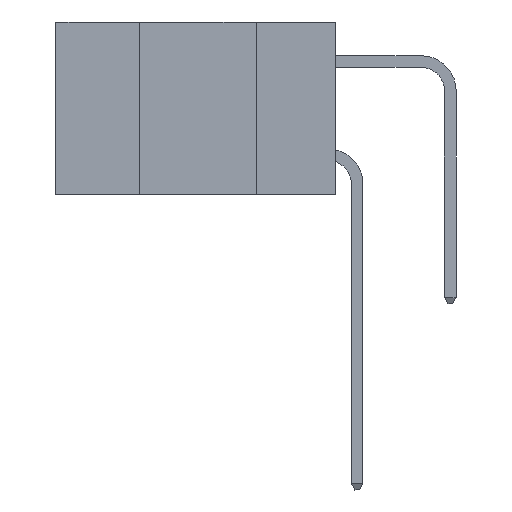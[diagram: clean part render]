
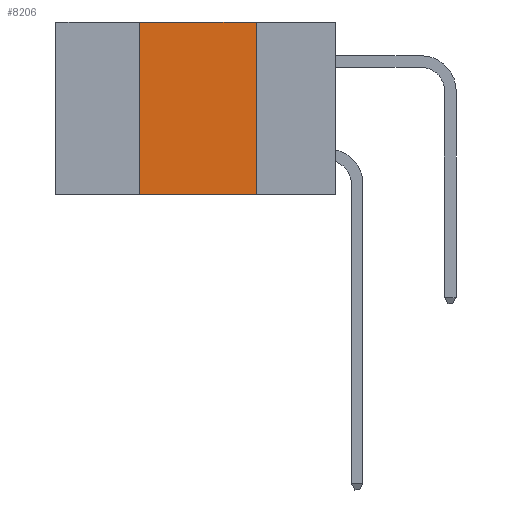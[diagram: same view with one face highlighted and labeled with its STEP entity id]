
A CAD part, left-side view. The second image highlights one B-rep face of the part: STEP entity #8206.
In plain terms, the highlighted planar face has unit normal (-1, 0, 0).
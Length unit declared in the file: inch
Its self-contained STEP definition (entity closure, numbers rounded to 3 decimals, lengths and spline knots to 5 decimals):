
#213 = DIRECTION ( 'NONE',  ( 0., -1., 0. ) ) ;
#749 = CARTESIAN_POINT ( 'NONE',  ( 0., 0.17, 0. ) ) ;
#2059 = CARTESIAN_POINT ( 'NONE',  ( 0., 0.6, 0. ) ) ;
#5304 = VERTEX_POINT ( 'NONE', #16905 ) ;
#6293 = ORIENTED_EDGE ( 'NONE', *, *, #13069, .T. ) ;
#6531 = DIRECTION ( 'NONE',  ( 0., -1., 0. ) ) ;
#6815 = VECTOR ( 'NONE', #24909, 39.37008 ) ;
#7772 = AXIS2_PLACEMENT_3D ( 'NONE', #13055, #8197, #13129 ) ;
#7786 = DIRECTION ( 'NONE',  ( 0., 0., -1. ) ) ;
#8197 = DIRECTION ( 'NONE',  ( 1., 0., 0. ) ) ;
#8206 = ADVANCED_FACE ( 'NONE', ( #14071 ), #21798, .F. ) ;
#9636 = VERTEX_POINT ( 'NONE', #9683 ) ;
#9642 = EDGE_CURVE ( 'NONE', #26209, #9636, #21471, .T. ) ;
#9683 = CARTESIAN_POINT ( 'NONE',  ( 0., 0.17, -0.37 ) ) ;
#9700 = VECTOR ( 'NONE', #6531, 39.37008 ) ;
#10067 = LINE ( 'NONE', #10415, #6815 ) ;
#10415 = CARTESIAN_POINT ( 'NONE',  ( 0., 0.42, 0. ) ) ;
#11937 = LINE ( 'NONE', #18926, #9700 ) ;
#13055 = CARTESIAN_POINT ( 'NONE',  ( 0., 0.6, 0. ) ) ;
#13069 = EDGE_CURVE ( 'NONE', #26641, #9636, #11937, .T. ) ;
#13129 = DIRECTION ( 'NONE',  ( 0., 0., -1. ) ) ;
#13162 = ORIENTED_EDGE ( 'NONE', *, *, #21970, .F. ) ;
#14071 = FACE_OUTER_BOUND ( 'NONE', #25102, .T. ) ;
#16905 = CARTESIAN_POINT ( 'NONE',  ( 0., 0.42, 0. ) ) ;
#17694 = ORIENTED_EDGE ( 'NONE', *, *, #9642, .F. ) ;
#17819 = VECTOR ( 'NONE', #213, 39.37008 ) ;
#17964 = CARTESIAN_POINT ( 'NONE',  ( 0., 0.42, -0.37 ) ) ;
#18700 = EDGE_CURVE ( 'NONE', #26641, #5304, #10067, .T. ) ;
#18926 = CARTESIAN_POINT ( 'NONE',  ( 0., 0.6, -0.37 ) ) ;
#19860 = VECTOR ( 'NONE', #7786, 39.37008 ) ;
#21395 = LINE ( 'NONE', #2059, #17819 ) ;
#21471 = LINE ( 'NONE', #22294, #19860 ) ;
#21798 = PLANE ( 'NONE',  #7772 ) ;
#21970 = EDGE_CURVE ( 'NONE', #5304, #26209, #21395, .T. ) ;
#22294 = CARTESIAN_POINT ( 'NONE',  ( 0., 0.17, 0. ) ) ;
#24710 = ORIENTED_EDGE ( 'NONE', *, *, #18700, .F. ) ;
#24909 = DIRECTION ( 'NONE',  ( 0., 0., 1. ) ) ;
#25102 = EDGE_LOOP ( 'NONE', ( #17694, #13162, #24710, #6293 ) ) ;
#26209 = VERTEX_POINT ( 'NONE', #749 ) ;
#26641 = VERTEX_POINT ( 'NONE', #17964 ) ;
